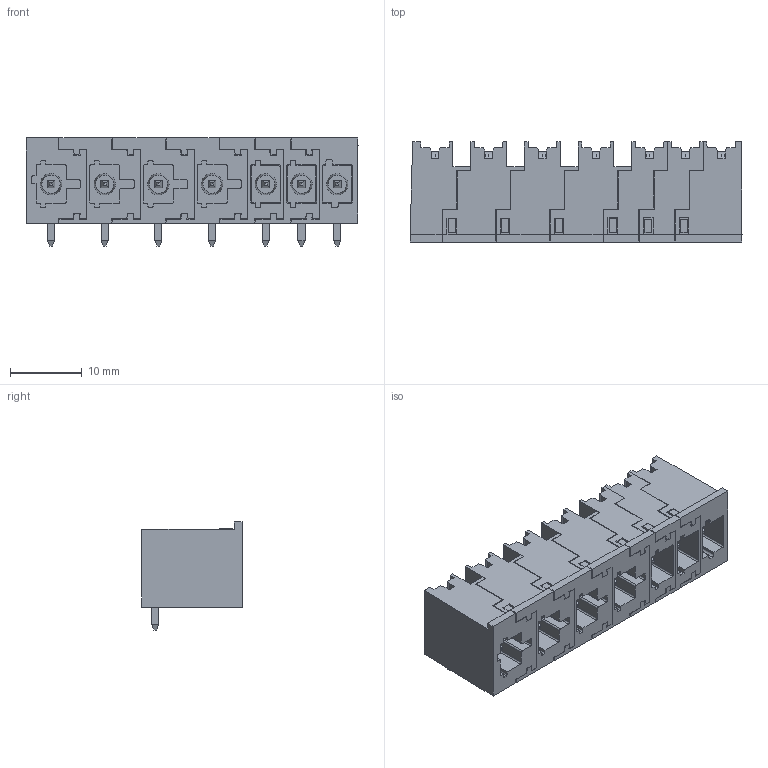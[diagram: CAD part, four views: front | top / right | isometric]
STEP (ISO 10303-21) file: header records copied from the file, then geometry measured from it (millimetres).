
FILE_DESCRIPTION(('CATIA V5 STEP Exchange','CAx-IF Rec.Pracs.--- Model Styling and Organization---1.4--- 2014-01-23'),'2;1');
FILE_NAME ('1361779-2_0_8000078340_8000078340.stp','2021-10-26T11:26:18+00:00',('none'),('Weidmueller'),'CATIA Version 5-6 Release 2016 SP3 HF44','CATIA V5 STEP AP214','none');
FILE_SCHEMA(('AUTOMOTIVE_DESIGN { 1 0 10303 214 1 1 1 1 }'));
Length unit declared in the file: millimetre
Products named in the file (1): 8000078340
Bounding box: 46.4 x 14 x 15.1 mm (x, y, z)
Volume: 4847.9 mm3; surface area: 8163.4 mm2
Topology: 14 solids, 14 shells, 862 faces, 2421 edges, 1600 vertices
Faces by surface type: plane 740, extrusion 48, cylinder 32, revolution 28, cone 14
Entity records: 28811 total; most frequent: CARTESIAN_POINT 6792, ORIENTED_EDGE 4842, DIRECTION 3910, EDGE_CURVE 2421, VECTOR 2218, LINE 2170, VERTEX_POINT 1600, EDGE_LOOP 913
